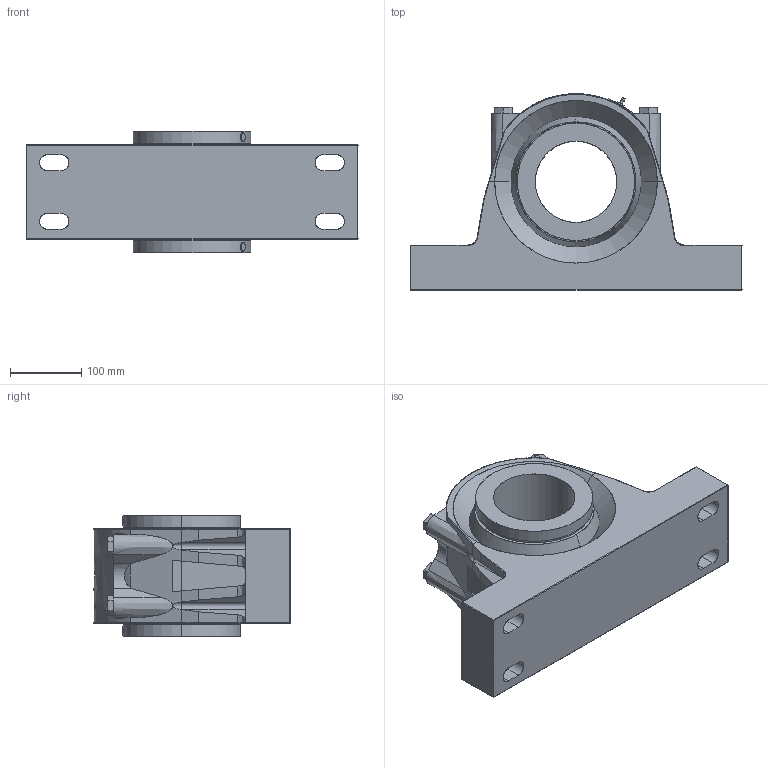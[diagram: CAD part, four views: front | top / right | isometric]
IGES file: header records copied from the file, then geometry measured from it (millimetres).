
Start section: SolidWorks IGES file using analytic representation for surfaces
Global section: file name: RPDEFAU0813051116944.igs; native system: SolidWorks 2017; preprocessor: SolidWorks 2017; author: partstream; date: 170813.005114; units: millimetre
Bounding box: 466.85 x 276.34 x 171.45 mm (x, y, z)
Surface area: 488795.7 mm2 (no closed solid volume)
Topology: 0 solids, 0 shells, 245 faces, 3871 edges, 3879 vertices
Faces by surface type: bspline 149, revolution 96
